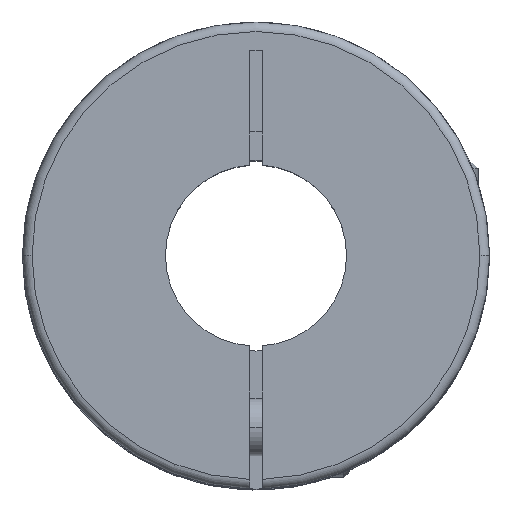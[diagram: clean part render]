
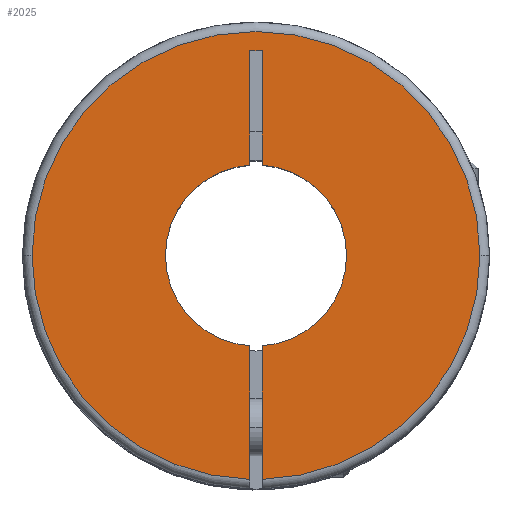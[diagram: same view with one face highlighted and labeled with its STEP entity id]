
A CAD part, top view. The second image highlights one B-rep face of the part: STEP entity #2025.
In plain terms, the highlighted planar face has unit normal (0, 0, 1).
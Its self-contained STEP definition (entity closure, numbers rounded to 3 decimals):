
#29 = CARTESIAN_POINT ( 'NONE',  ( 0., 0., 0. ) ) ;
#87 = EDGE_CURVE ( 'NONE', #2445, #2065, #1819, .T. ) ;
#203 = CARTESIAN_POINT ( 'NONE',  ( 0., 0., 0. ) ) ;
#207 = CARTESIAN_POINT ( 'NONE',  ( -0.65, 21.5, 0. ) ) ;
#234 = LINE ( 'NONE', #207, #2788 ) ;
#251 = DIRECTION ( 'NONE',  ( -1., 0., 0. ) ) ;
#315 = DIRECTION ( 'NONE',  ( 0., 0., -1. ) ) ;
#357 = CARTESIAN_POINT ( 'NONE',  ( 0.65, 21.5, 0. ) ) ;
#383 = AXIS2_PLACEMENT_3D ( 'NONE', #2049, #3919, #2073 ) ;
#416 = CARTESIAN_POINT ( 'NONE',  ( 0., 0., 0. ) ) ;
#490 = CIRCLE ( 'NONE', #3245, 23.5 ) ;
#497 = EDGE_CURVE ( 'NONE', #2941, #2905, #234, .T. ) ;
#583 = CIRCLE ( 'NONE', #2434, 9.5 ) ;
#699 = CARTESIAN_POINT ( 'NONE',  ( 0.65, -9.478, 0. ) ) ;
#753 = EDGE_CURVE ( 'NONE', #2941, #972, #583, .T. ) ;
#756 = EDGE_LOOP ( 'NONE', ( #1017, #3294, #3041, #1146, #1847, #3957, #2124, #1231, #2710, #3549, #1584 ) ) ;
#794 = DIRECTION ( 'NONE',  ( 0., 0., -1. ) ) ;
#817 = CARTESIAN_POINT ( 'NONE',  ( 0., 0., 0. ) ) ;
#820 = DIRECTION ( 'NONE',  ( 0., -1., 0. ) ) ;
#827 = VERTEX_POINT ( 'NONE', #1724 ) ;
#845 = DIRECTION ( 'NONE',  ( -1., 0., 0. ) ) ;
#848 = VERTEX_POINT ( 'NONE', #2022 ) ;
#868 = AXIS2_PLACEMENT_3D ( 'NONE', #3039, #2412, #2026 ) ;
#876 = DIRECTION ( 'NONE',  ( -1., 0., 0. ) ) ;
#897 = DIRECTION ( 'NONE',  ( 0., 0., -1. ) ) ;
#931 = CARTESIAN_POINT ( 'NONE',  ( -9.5, 0., 0. ) ) ;
#952 = VECTOR ( 'NONE', #820, 1000. ) ;
#972 = VERTEX_POINT ( 'NONE', #931 ) ;
#995 = VECTOR ( 'NONE', #3443, 1000. ) ;
#1009 = LINE ( 'NONE', #2806, #995 ) ;
#1017 = ORIENTED_EDGE ( 'NONE', *, *, #2975, .F. ) ;
#1084 = AXIS2_PLACEMENT_3D ( 'NONE', #1163, #2370, #251 ) ;
#1100 = CIRCLE ( 'NONE', #383, 23.5 ) ;
#1146 = ORIENTED_EDGE ( 'NONE', *, *, #1720, .T. ) ;
#1163 = CARTESIAN_POINT ( 'NONE',  ( 0., 0., 0. ) ) ;
#1174 = CARTESIAN_POINT ( 'NONE',  ( 23.5, 0., 0. ) ) ;
#1189 = DIRECTION ( 'NONE',  ( 0., 1., 0. ) ) ;
#1200 = PLANE ( 'NONE',  #868 ) ;
#1207 = CARTESIAN_POINT ( 'NONE',  ( 0.65, 21.5, 0. ) ) ;
#1230 = EDGE_CURVE ( 'NONE', #827, #2445, #3924, .T. ) ;
#1231 = ORIENTED_EDGE ( 'NONE', *, *, #1379, .T. ) ;
#1267 = CARTESIAN_POINT ( 'NONE',  ( -0.65, -23.491, 0. ) ) ;
#1305 = VECTOR ( 'NONE', #845, 1000. ) ;
#1369 = AXIS2_PLACEMENT_3D ( 'NONE', #416, #2502, #2526 ) ;
#1379 = EDGE_CURVE ( 'NONE', #827, #2794, #1809, .T. ) ;
#1444 = VERTEX_POINT ( 'NONE', #2907 ) ;
#1541 = CARTESIAN_POINT ( 'NONE',  ( 0.65, -24.5, 0. ) ) ;
#1562 = DIRECTION ( 'NONE',  ( -1., 0., 0. ) ) ;
#1584 = ORIENTED_EDGE ( 'NONE', *, *, #1994, .F. ) ;
#1720 = EDGE_CURVE ( 'NONE', #972, #1444, #2991, .T. ) ;
#1722 = VERTEX_POINT ( 'NONE', #3303 ) ;
#1724 = CARTESIAN_POINT ( 'NONE',  ( 0.65, 9.478, 0. ) ) ;
#1790 = LINE ( 'NONE', #2957, #952 ) ;
#1809 = CIRCLE ( 'NONE', #1369, 9.5 ) ;
#1819 = LINE ( 'NONE', #1207, #1305 ) ;
#1847 = ORIENTED_EDGE ( 'NONE', *, *, #2017, .F. ) ;
#1994 = EDGE_CURVE ( 'NONE', #848, #3714, #490, .T. ) ;
#2017 = EDGE_CURVE ( 'NONE', #2065, #1444, #1790, .T. ) ;
#2022 = CARTESIAN_POINT ( 'NONE',  ( -23.5, 0., 0. ) ) ;
#2025 = ADVANCED_FACE ( 'NONE', ( #3017 ), #1200, .F. ) ;
#2026 = DIRECTION ( 'NONE',  ( 0., -1., 0. ) ) ;
#2049 = CARTESIAN_POINT ( 'NONE',  ( 0., 0., 0. ) ) ;
#2065 = VERTEX_POINT ( 'NONE', #2494 ) ;
#2073 = DIRECTION ( 'NONE',  ( -1., 0., 0. ) ) ;
#2124 = ORIENTED_EDGE ( 'NONE', *, *, #1230, .F. ) ;
#2322 = VECTOR ( 'NONE', #1189, 1000. ) ;
#2324 = CIRCLE ( 'NONE', #2522, 23.5 ) ;
#2370 = DIRECTION ( 'NONE',  ( 0., 0., -1. ) ) ;
#2412 = DIRECTION ( 'NONE',  ( 0., 0., -1. ) ) ;
#2434 = AXIS2_PLACEMENT_3D ( 'NONE', #817, #794, #2896 ) ;
#2445 = VERTEX_POINT ( 'NONE', #357 ) ;
#2494 = CARTESIAN_POINT ( 'NONE',  ( -0.65, 21.5, 0. ) ) ;
#2502 = DIRECTION ( 'NONE',  ( 0., 0., -1. ) ) ;
#2522 = AXIS2_PLACEMENT_3D ( 'NONE', #29, #315, #1562 ) ;
#2526 = DIRECTION ( 'NONE',  ( -1., 0., 0. ) ) ;
#2658 = DIRECTION ( 'NONE',  ( 0., -1., 0. ) ) ;
#2691 = EDGE_CURVE ( 'NONE', #3714, #1722, #1100, .T. ) ;
#2710 = ORIENTED_EDGE ( 'NONE', *, *, #2820, .F. ) ;
#2788 = VECTOR ( 'NONE', #2658, 1000. ) ;
#2794 = VERTEX_POINT ( 'NONE', #699 ) ;
#2806 = CARTESIAN_POINT ( 'NONE',  ( 0.65, -24.5, 0. ) ) ;
#2820 = EDGE_CURVE ( 'NONE', #1722, #2794, #1009, .T. ) ;
#2896 = DIRECTION ( 'NONE',  ( -1., 0., 0. ) ) ;
#2905 = VERTEX_POINT ( 'NONE', #1267 ) ;
#2907 = CARTESIAN_POINT ( 'NONE',  ( -0.65, 9.478, 0. ) ) ;
#2941 = VERTEX_POINT ( 'NONE', #3627 ) ;
#2957 = CARTESIAN_POINT ( 'NONE',  ( -0.65, 21.5, 0. ) ) ;
#2975 = EDGE_CURVE ( 'NONE', #2905, #848, #2324, .T. ) ;
#2991 = CIRCLE ( 'NONE', #1084, 9.5 ) ;
#3017 = FACE_OUTER_BOUND ( 'NONE', #756, .T. ) ;
#3039 = CARTESIAN_POINT ( 'NONE',  ( 0., 0., 0. ) ) ;
#3041 = ORIENTED_EDGE ( 'NONE', *, *, #753, .T. ) ;
#3245 = AXIS2_PLACEMENT_3D ( 'NONE', #203, #897, #876 ) ;
#3294 = ORIENTED_EDGE ( 'NONE', *, *, #497, .F. ) ;
#3303 = CARTESIAN_POINT ( 'NONE',  ( 0.65, -23.491, 0. ) ) ;
#3443 = DIRECTION ( 'NONE',  ( 0., 1., 0. ) ) ;
#3549 = ORIENTED_EDGE ( 'NONE', *, *, #2691, .F. ) ;
#3627 = CARTESIAN_POINT ( 'NONE',  ( -0.65, -9.478, 0. ) ) ;
#3714 = VERTEX_POINT ( 'NONE', #1174 ) ;
#3919 = DIRECTION ( 'NONE',  ( 0., 0., -1. ) ) ;
#3924 = LINE ( 'NONE', #1541, #2322 ) ;
#3957 = ORIENTED_EDGE ( 'NONE', *, *, #87, .F. ) ;
